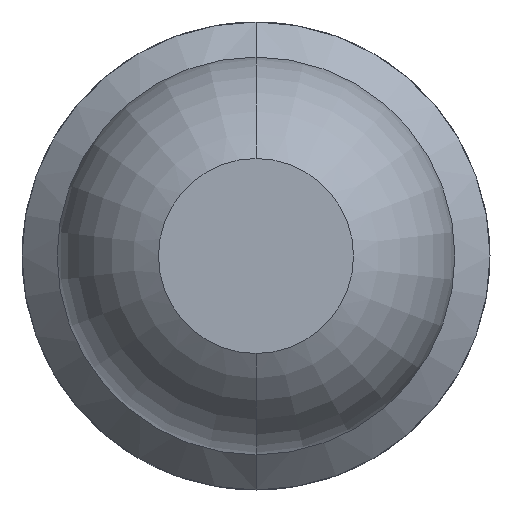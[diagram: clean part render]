
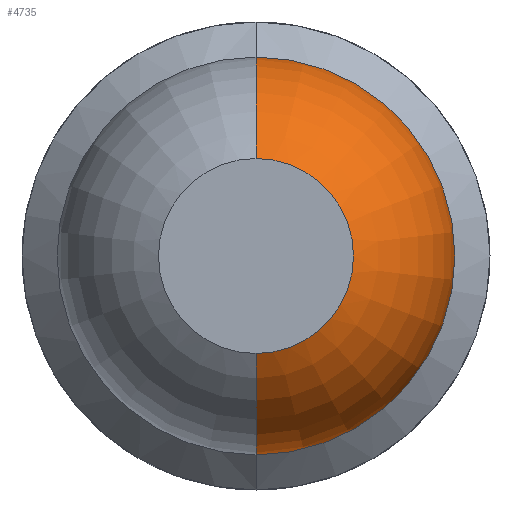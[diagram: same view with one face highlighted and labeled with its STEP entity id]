
A CAD part, front view. The second image highlights one B-rep face of the part: STEP entity #4735.
In plain terms, the highlighted toroidal (fillet/blend) face has major radius 0.01 mm and minor radius 0.5 mm.
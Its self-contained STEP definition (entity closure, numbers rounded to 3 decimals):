
#137 = CARTESIAN_POINT ( 'NONE',  ( 0., -29.961, 0.01 ) ) ;
#141 = AXIS2_PLACEMENT_3D ( 'NONE', #261, #2078, #278 ) ;
#163 = CIRCLE ( 'NONE', #141, 0.5 ) ;
#261 = CARTESIAN_POINT ( 'NONE',  ( 0., -29.961, -0.01 ) ) ;
#274 = ORIENTED_EDGE ( 'NONE', *, *, #3762, .F. ) ;
#278 = DIRECTION ( 'NONE',  ( 0., 0., -1. ) ) ;
#395 = CIRCLE ( 'NONE', #3092, 0.51 ) ;
#750 = DIRECTION ( 'NONE',  ( 0., 0., 1. ) ) ;
#1027 = CARTESIAN_POINT ( 'NONE',  ( 0., -29.961, 0. ) ) ;
#1094 = CARTESIAN_POINT ( 'NONE',  ( 0., -30.4, 0.25 ) ) ;
#1109 = VERTEX_POINT ( 'NONE', #2041 ) ;
#1412 = CIRCLE ( 'NONE', #2323, 0.25 ) ;
#1579 = DIRECTION ( 'NONE',  ( 0., 1., 0. ) ) ;
#1685 = TOROIDAL_SURFACE ( 'NONE', #2991, 0.01, 0.5 ) ;
#1764 = EDGE_CURVE ( 'Defeature ausgef�hrt1_6+Defeature ausgef�hrt1_5+Defeature ausgef�hrt1_5+Defeature ausgef�hrt1_5', #1109, #1951, #395, .T. ) ;
#1951 = VERTEX_POINT ( 'NONE', #3219 ) ;
#2020 = CARTESIAN_POINT ( 'NONE',  ( 0., -30.4, 0. ) ) ;
#2041 = CARTESIAN_POINT ( 'NONE',  ( 0., -29.961, 0.51 ) ) ;
#2078 = DIRECTION ( 'NONE',  ( 1., 0., 0. ) ) ;
#2293 = DIRECTION ( 'NONE',  ( -1., 0., 0. ) ) ;
#2323 = AXIS2_PLACEMENT_3D ( 'NONE', #2020, #3859, #3841 ) ;
#2331 = VERTEX_POINT ( 'NONE', #3074 ) ;
#2344 = CARTESIAN_POINT ( 'NONE',  ( 0., -29.961, 0. ) ) ;
#2395 = EDGE_LOOP ( 'NONE', ( #274, #3939, #4678, #4476 ) ) ;
#2991 = AXIS2_PLACEMENT_3D ( 'NONE', #2344, #1579, #3816 ) ;
#3074 = CARTESIAN_POINT ( 'NONE',  ( 0., -30.4, -0.25 ) ) ;
#3092 = AXIS2_PLACEMENT_3D ( 'NONE', #1027, #3973, #750 ) ;
#3219 = CARTESIAN_POINT ( 'NONE',  ( 0., -29.961, -0.51 ) ) ;
#3355 = EDGE_CURVE ( 'NONE', #2331, #1951, #163, .T. ) ;
#3417 = CIRCLE ( 'NONE', #3473, 0.5 ) ;
#3473 = AXIS2_PLACEMENT_3D ( 'NONE', #137, #2293, #4553 ) ;
#3762 = EDGE_CURVE ( 'Defeature ausgef�hrt1_35+Defeature ausgef�hrt1_5+Defeature ausgef�hrt1_5+Defeature ausgef�hrt1_5', #2331, #4101, #1412, .T. ) ;
#3816 = DIRECTION ( 'NONE',  ( 0., 0., 1. ) ) ;
#3841 = DIRECTION ( 'NONE',  ( 0., 0., -1. ) ) ;
#3859 = DIRECTION ( 'NONE',  ( 0., -1., 0. ) ) ;
#3939 = ORIENTED_EDGE ( 'NONE', *, *, #3355, .T. ) ;
#3950 = FACE_OUTER_BOUND ( 'NONE', #2395, .T. ) ;
#3973 = DIRECTION ( 'NONE',  ( 0., 1., 0. ) ) ;
#4101 = VERTEX_POINT ( 'NONE', #1094 ) ;
#4163 = EDGE_CURVE ( 'NONE', #4101, #1109, #3417, .T. ) ;
#4476 = ORIENTED_EDGE ( 'NONE', *, *, #4163, .F. ) ;
#4553 = DIRECTION ( 'NONE',  ( 0., 0., 1. ) ) ;
#4678 = ORIENTED_EDGE ( 'NONE', *, *, #1764, .F. ) ;
#4735 = ADVANCED_FACE ( 'Defeature ausgef�hrt1_5', ( #3950 ), #1685, .T. ) ;
